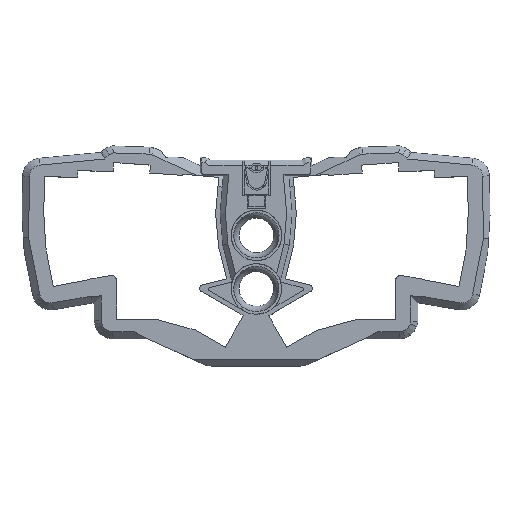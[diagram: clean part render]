
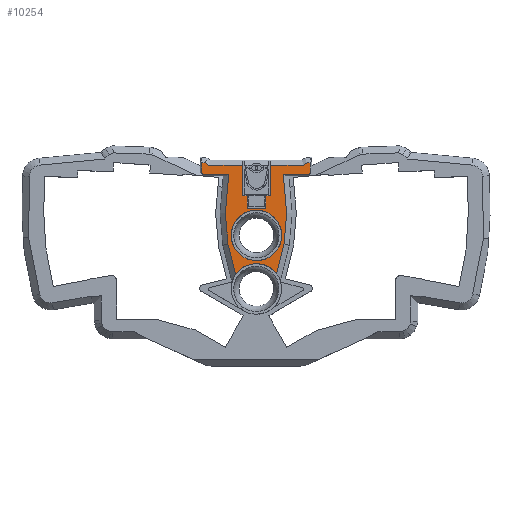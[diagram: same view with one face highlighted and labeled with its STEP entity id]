
A CAD part, top view. The second image highlights one B-rep face of the part: STEP entity #10254.
In plain terms, the highlighted planar face has unit normal (0, 0, 1).
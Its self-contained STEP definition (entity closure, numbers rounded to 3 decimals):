
#98=CIRCLE('',#10820,14.5);
#99=CIRCLE('',#10821,14.5);
#194=FACE_BOUND('',#865,.T.);
#318=FACE_OUTER_BOUND('',#864,.T.);
#864=EDGE_LOOP('',(#7257,#7258,#7259,#7260,#7261,#7262,#7263,#7264,#7265,
#7266,#7267,#7268,#7269,#7270,#7271,#7272,#7273,#7274,#7275,#7276,#7277,
#7278,#7279,#7280,#7281,#7282,#7283,#7284));
#865=EDGE_LOOP('',(#7285));
#1732=LINE('',#14845,#3117);
#1737=LINE('',#14854,#3122);
#1739=LINE('',#14858,#3124);
#1740=LINE('',#14860,#3125);
#1741=LINE('',#14862,#3126);
#1742=LINE('',#14864,#3127);
#1743=LINE('',#14866,#3128);
#1744=LINE('',#14868,#3129);
#1745=LINE('',#14870,#3130);
#1746=LINE('',#14872,#3131);
#1747=LINE('',#14874,#3132);
#1748=LINE('',#14876,#3133);
#1749=LINE('',#14878,#3134);
#1750=LINE('',#14880,#3135);
#1751=LINE('',#14882,#3136);
#1752=LINE('',#14884,#3137);
#1753=LINE('',#14886,#3138);
#1754=LINE('',#14888,#3139);
#1755=LINE('',#14890,#3140);
#1756=LINE('',#14892,#3141);
#1757=LINE('',#14894,#3142);
#1758=LINE('',#14896,#3143);
#1759=LINE('',#14900,#3144);
#1760=LINE('',#14902,#3145);
#1761=LINE('',#14904,#3146);
#1762=LINE('',#14906,#3147);
#1763=LINE('',#14907,#3148);
#3117=VECTOR('',#11938,10.);
#3122=VECTOR('',#11947,10.);
#3124=VECTOR('',#11951,10.);
#3125=VECTOR('',#11952,10.);
#3126=VECTOR('',#11953,10.);
#3127=VECTOR('',#11954,10.);
#3128=VECTOR('',#11955,10.);
#3129=VECTOR('',#11956,10.);
#3130=VECTOR('',#11957,10.);
#3131=VECTOR('',#11958,10.);
#3132=VECTOR('',#11959,10.);
#3133=VECTOR('',#11960,10.);
#3134=VECTOR('',#11961,10.);
#3135=VECTOR('',#11962,10.);
#3136=VECTOR('',#11963,10.);
#3137=VECTOR('',#11964,10.);
#3138=VECTOR('',#11965,10.);
#3139=VECTOR('',#11966,10.);
#3140=VECTOR('',#11967,10.);
#3141=VECTOR('',#11968,10.);
#3142=VECTOR('',#11969,10.);
#3143=VECTOR('',#11970,10.);
#3144=VECTOR('',#11973,10.);
#3145=VECTOR('',#11974,10.);
#3146=VECTOR('',#11975,10.);
#3147=VECTOR('',#11976,10.);
#3148=VECTOR('',#11977,10.);
#4443=VERTEX_POINT('',#14842);
#4444=VERTEX_POINT('',#14844);
#4446=VERTEX_POINT('',#14853);
#4447=VERTEX_POINT('',#14857);
#4448=VERTEX_POINT('',#14859);
#4449=VERTEX_POINT('',#14861);
#4450=VERTEX_POINT('',#14863);
#4451=VERTEX_POINT('',#14865);
#4452=VERTEX_POINT('',#14867);
#4453=VERTEX_POINT('',#14869);
#4454=VERTEX_POINT('',#14871);
#4455=VERTEX_POINT('',#14873);
#4456=VERTEX_POINT('',#14875);
#4457=VERTEX_POINT('',#14877);
#4458=VERTEX_POINT('',#14879);
#4459=VERTEX_POINT('',#14881);
#4460=VERTEX_POINT('',#14883);
#4461=VERTEX_POINT('',#14885);
#4462=VERTEX_POINT('',#14887);
#4463=VERTEX_POINT('',#14889);
#4464=VERTEX_POINT('',#14891);
#4465=VERTEX_POINT('',#14893);
#4466=VERTEX_POINT('',#14895);
#4467=VERTEX_POINT('',#14897);
#4468=VERTEX_POINT('',#14899);
#4469=VERTEX_POINT('',#14901);
#4470=VERTEX_POINT('',#14903);
#4471=VERTEX_POINT('',#14905);
#4472=VERTEX_POINT('',#14908);
#5536=EDGE_CURVE('',#4443,#4444,#1732,.T.);
#5541=EDGE_CURVE('',#4446,#4444,#1737,.T.);
#5543=EDGE_CURVE('',#4447,#4443,#1739,.T.);
#5544=EDGE_CURVE('',#4448,#4447,#1740,.T.);
#5545=EDGE_CURVE('',#4449,#4448,#1741,.T.);
#5546=EDGE_CURVE('',#4449,#4450,#1742,.T.);
#5547=EDGE_CURVE('',#4450,#4451,#1743,.T.);
#5548=EDGE_CURVE('',#4451,#4452,#1744,.T.);
#5549=EDGE_CURVE('',#4452,#4453,#1745,.T.);
#5550=EDGE_CURVE('',#4453,#4454,#1746,.T.);
#5551=EDGE_CURVE('',#4454,#4455,#1747,.T.);
#5552=EDGE_CURVE('',#4455,#4456,#1748,.T.);
#5553=EDGE_CURVE('',#4457,#4456,#1749,.T.);
#5554=EDGE_CURVE('',#4458,#4457,#1750,.T.);
#5555=EDGE_CURVE('',#4459,#4458,#1751,.T.);
#5556=EDGE_CURVE('',#4460,#4459,#1752,.T.);
#5557=EDGE_CURVE('',#4460,#4461,#1753,.T.);
#5558=EDGE_CURVE('',#4461,#4462,#1754,.T.);
#5559=EDGE_CURVE('',#4463,#4462,#1755,.T.);
#5560=EDGE_CURVE('',#4464,#4463,#1756,.T.);
#5561=EDGE_CURVE('',#4465,#4464,#1757,.T.);
#5562=EDGE_CURVE('',#4466,#4465,#1758,.T.);
#5563=EDGE_CURVE('',#4466,#4467,#98,.T.);
#5564=EDGE_CURVE('',#4468,#4467,#1759,.T.);
#5565=EDGE_CURVE('',#4469,#4468,#1760,.T.);
#5566=EDGE_CURVE('',#4470,#4469,#1761,.T.);
#5567=EDGE_CURVE('',#4471,#4470,#1762,.T.);
#5568=EDGE_CURVE('',#4471,#4446,#1763,.T.);
#5569=EDGE_CURVE('',#4472,#4472,#99,.T.);
#7257=ORIENTED_EDGE('',*,*,#5536,.F.);
#7258=ORIENTED_EDGE('',*,*,#5543,.F.);
#7259=ORIENTED_EDGE('',*,*,#5544,.F.);
#7260=ORIENTED_EDGE('',*,*,#5545,.F.);
#7261=ORIENTED_EDGE('',*,*,#5546,.T.);
#7262=ORIENTED_EDGE('',*,*,#5547,.T.);
#7263=ORIENTED_EDGE('',*,*,#5548,.T.);
#7264=ORIENTED_EDGE('',*,*,#5549,.T.);
#7265=ORIENTED_EDGE('',*,*,#5550,.T.);
#7266=ORIENTED_EDGE('',*,*,#5551,.T.);
#7267=ORIENTED_EDGE('',*,*,#5552,.T.);
#7268=ORIENTED_EDGE('',*,*,#5553,.F.);
#7269=ORIENTED_EDGE('',*,*,#5554,.F.);
#7270=ORIENTED_EDGE('',*,*,#5555,.F.);
#7271=ORIENTED_EDGE('',*,*,#5556,.F.);
#7272=ORIENTED_EDGE('',*,*,#5557,.T.);
#7273=ORIENTED_EDGE('',*,*,#5558,.T.);
#7274=ORIENTED_EDGE('',*,*,#5559,.F.);
#7275=ORIENTED_EDGE('',*,*,#5560,.F.);
#7276=ORIENTED_EDGE('',*,*,#5561,.F.);
#7277=ORIENTED_EDGE('',*,*,#5562,.F.);
#7278=ORIENTED_EDGE('',*,*,#5563,.T.);
#7279=ORIENTED_EDGE('',*,*,#5564,.F.);
#7280=ORIENTED_EDGE('',*,*,#5565,.F.);
#7281=ORIENTED_EDGE('',*,*,#5566,.F.);
#7282=ORIENTED_EDGE('',*,*,#5567,.F.);
#7283=ORIENTED_EDGE('',*,*,#5568,.T.);
#7284=ORIENTED_EDGE('',*,*,#5541,.T.);
#7285=ORIENTED_EDGE('',*,*,#5569,.T.);
#9765=PLANE('',#10819);
#10254=ADVANCED_FACE('',(#318,#194),#9765,.T.);
#10819=AXIS2_PLACEMENT_3D('',#14856,#11949,#11950);
#10820=AXIS2_PLACEMENT_3D('',#14898,#11971,#11972);
#10821=AXIS2_PLACEMENT_3D('',#14909,#11978,#11979);
#11938=DIRECTION('',(-0.001,-1.,0.));
#11947=DIRECTION('',(0.822,0.569,0.));
#11949=DIRECTION('center_axis',(0.,0.,1.));
#11950=DIRECTION('ref_axis',(1.,0.,0.));
#11951=DIRECTION('',(0.992,0.127,0.));
#11952=DIRECTION('',(0.822,0.569,0.));
#11953=DIRECTION('',(1.,0.,0.));
#11954=DIRECTION('',(0.,-1.,0.));
#11955=DIRECTION('',(-1.,0.,0.));
#11956=DIRECTION('',(0.,-1.,0.));
#11957=DIRECTION('',(-1.,0.,0.));
#11958=DIRECTION('',(0.,1.,0.));
#11959=DIRECTION('',(-1.,0.,0.));
#11960=DIRECTION('',(0.,1.,0.));
#11961=DIRECTION('',(1.,0.,0.));
#11962=DIRECTION('',(0.822,-0.569,0.));
#11963=DIRECTION('',(0.992,-0.127,0.));
#11964=DIRECTION('',(-0.001,1.,0.));
#11965=DIRECTION('',(0.822,-0.569,0.));
#11966=DIRECTION('',(0.418,-0.908,0.));
#11967=DIRECTION('',(-1.,0.,0.));
#11968=DIRECTION('',(0.087,0.996,0.));
#11969=DIRECTION('',(-0.087,0.996,0.));
#11970=DIRECTION('',(-0.242,0.97,0.));
#11971=DIRECTION('center_axis',(0.,0.,-1.));
#11972=DIRECTION('ref_axis',(1.,0.,0.));
#11973=DIRECTION('',(-0.242,-0.97,0.));
#11974=DIRECTION('',(-0.087,-0.996,0.));
#11975=DIRECTION('',(0.087,-0.996,0.));
#11976=DIRECTION('',(-1.,0.,0.));
#11977=DIRECTION('',(0.418,0.908,0.));
#11978=DIRECTION('center_axis',(0.,0.,-1.));
#11979=DIRECTION('ref_axis',(1.,0.,0.));
#14842=CARTESIAN_POINT('',(180.772,122.807,12.85));
#14844=CARTESIAN_POINT('',(180.767,116.543,12.85));
#14845=CARTESIAN_POINT('',(180.753,99.977,12.85));
#14853=CARTESIAN_POINT('',(180.414,116.298,12.85));
#14854=CARTESIAN_POINT('',(181.148,116.806,12.85));
#14856=CARTESIAN_POINT('Origin',(149.735,82.168,12.85));
#14857=CARTESIAN_POINT('',(178.934,122.572,12.85));
#14858=CARTESIAN_POINT('',(163.346,120.575,12.85));
#14859=CARTESIAN_POINT('',(176.979,121.218,12.85));
#14860=CARTESIAN_POINT('',(159.913,109.394,12.85));
#14861=CARTESIAN_POINT('',(158.059,121.218,12.85));
#14862=CARTESIAN_POINT('',(162.888,121.218,12.85));
#14863=CARTESIAN_POINT('',(158.059,103.79,12.85));
#14864=CARTESIAN_POINT('',(158.059,92.979,12.85));
#14865=CARTESIAN_POINT('',(155.359,103.79,12.85));
#14866=CARTESIAN_POINT('',(152.547,103.79,12.85));
#14867=CARTESIAN_POINT('',(155.359,96.625,12.85));
#14868=CARTESIAN_POINT('',(155.359,89.397,12.85));
#14869=CARTESIAN_POINT('',(144.702,96.625,12.85));
#14870=CARTESIAN_POINT('',(147.218,96.625,12.85));
#14871=CARTESIAN_POINT('',(144.702,103.79,12.85));
#14872=CARTESIAN_POINT('',(144.702,92.979,12.85));
#14873=CARTESIAN_POINT('',(142.001,103.79,12.85));
#14874=CARTESIAN_POINT('',(145.868,103.79,12.85));
#14875=CARTESIAN_POINT('',(142.001,121.218,12.85));
#14876=CARTESIAN_POINT('',(142.001,102.817,12.85));
#14877=CARTESIAN_POINT('',(122.494,121.218,12.85));
#14878=CARTESIAN_POINT('',(162.888,121.218,12.85));
#14879=CARTESIAN_POINT('',(120.505,122.595,12.85));
#14880=CARTESIAN_POINT('',(140.451,108.776,12.85));
#14881=CARTESIAN_POINT('',(118.698,122.808,12.85));
#14882=CARTESIAN_POINT('',(137.81,120.359,12.85));
#14883=CARTESIAN_POINT('',(118.706,116.543,12.85));
#14884=CARTESIAN_POINT('',(118.721,104.009,12.85));
#14885=CARTESIAN_POINT('',(119.059,116.298,12.85));
#14886=CARTESIAN_POINT('',(119.059,116.298,12.85));
#14887=CARTESIAN_POINT('',(119.096,116.218,12.85));
#14888=CARTESIAN_POINT('',(119.328,115.713,12.85));
#14889=CARTESIAN_POINT('',(134.08,116.218,12.85));
#14890=CARTESIAN_POINT('',(134.581,116.218,12.85));
#14891=CARTESIAN_POINT('',(132.104,93.635,12.85));
#14892=CARTESIAN_POINT('',(132.606,99.371,12.85));
#14893=CARTESIAN_POINT('',(133.656,75.898,12.85));
#14894=CARTESIAN_POINT('',(132.657,87.311,12.85));
#14895=CARTESIAN_POINT('',(137.988,58.523,12.85));
#14896=CARTESIAN_POINT('',(133.362,77.077,12.85));
#14897=CARTESIAN_POINT('',(161.575,58.908,12.85));
#14898=CARTESIAN_POINT('Origin',(149.919,50.283,12.85));
#14899=CARTESIAN_POINT('',(165.794,75.829,12.85));
#14900=CARTESIAN_POINT('',(163.548,66.824,12.85));
#14901=CARTESIAN_POINT('',(167.357,93.699,12.85));
#14902=CARTESIAN_POINT('',(165.998,78.16,12.85));
#14903=CARTESIAN_POINT('',(165.387,116.218,12.85));
#14904=CARTESIAN_POINT('',(167.802,88.612,12.85));
#14905=CARTESIAN_POINT('',(180.377,116.218,12.85));
#14906=CARTESIAN_POINT('',(159.11,116.218,12.85));
#14907=CARTESIAN_POINT('',(180.414,116.298,12.85));
#14908=CARTESIAN_POINT('',(135.489,81.038,12.85));
#14909=CARTESIAN_POINT('Origin',(149.989,81.038,12.85));
